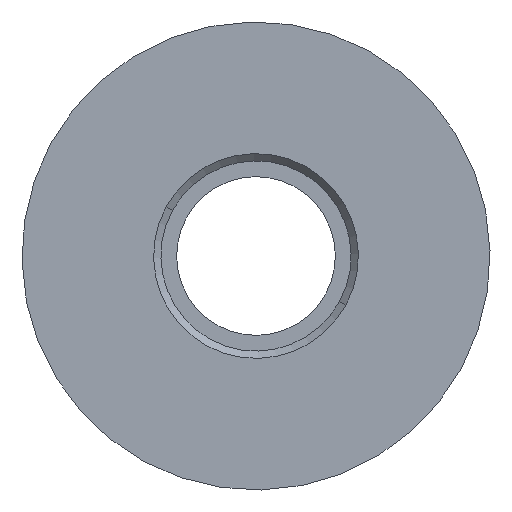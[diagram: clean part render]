
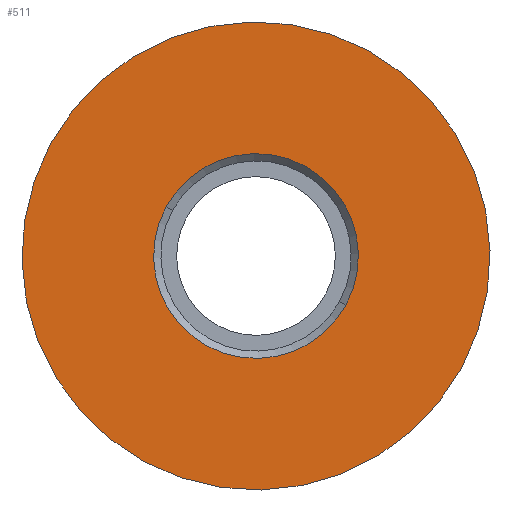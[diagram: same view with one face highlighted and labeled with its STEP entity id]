
A CAD part, left-side view. The second image highlights one B-rep face of the part: STEP entity #511.
In plain terms, the highlighted planar face has unit normal (-1, 0, 0).
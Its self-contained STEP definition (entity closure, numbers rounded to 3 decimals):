
#233=CARTESIAN_POINT('Vertex',(0.,28.083,15.342)) ;
#236=CARTESIAN_POINT('Axis2P3D Location',(0.,0.,0.)) ;
#240=CARTESIAN_POINT('Vertex',(0.,-28.083,-15.342)) ;
#262=CARTESIAN_POINT('Axis2P3D Location',(0.,0.,0.)) ;
#484=CARTESIAN_POINT('Axis2P3D Location',(0.,13.,0.)) ;
#493=CARTESIAN_POINT('Axis2P3D Location',(0.,0.,0.)) ;
#497=CARTESIAN_POINT('Vertex',(0.,-12.286,-6.712)) ;
#499=CARTESIAN_POINT('Vertex',(0.,12.286,6.712)) ;
#502=CARTESIAN_POINT('Axis2P3D Location',(0.,0.,0.)) ;
#237=DIRECTION('Axis2P3D Direction',(1.,0.,0.)) ;
#263=DIRECTION('Axis2P3D Direction',(1.,0.,0.)) ;
#485=DIRECTION('Axis2P3D Direction',(1.,0.,0.)) ;
#486=DIRECTION('Axis2P3D XDirection',(0.,1.,0.)) ;
#494=DIRECTION('Axis2P3D Direction',(1.,0.,0.)) ;
#503=DIRECTION('Axis2P3D Direction',(1.,0.,0.)) ;
#238=AXIS2_PLACEMENT_3D('Circle Axis2P3D',#236,#237,$) ;
#264=AXIS2_PLACEMENT_3D('Circle Axis2P3D',#262,#263,$) ;
#487=AXIS2_PLACEMENT_3D('Plane Axis2P3D',#484,#485,#486) ;
#495=AXIS2_PLACEMENT_3D('Circle Axis2P3D',#493,#494,$) ;
#504=AXIS2_PLACEMENT_3D('Circle Axis2P3D',#502,#503,$) ;
#490=ORIENTED_EDGE('',*,*,#242,.F.) ;
#491=ORIENTED_EDGE('',*,*,#266,.F.) ;
#508=ORIENTED_EDGE('',*,*,#501,.T.) ;
#509=ORIENTED_EDGE('',*,*,#506,.T.) ;
#510=FACE_BOUND('',#507,.T.) ;
#511=ADVANCED_FACE('Corps principal',(#492,#510),#488,.F.) ;
#239=CIRCLE('generated circle',#238,32.) ;
#265=CIRCLE('generated circle',#264,32.) ;
#496=CIRCLE('generated circle',#495,14.) ;
#505=CIRCLE('generated circle',#504,14.) ;
#242=EDGE_CURVE('',#234,#241,#239,.T.) ;
#266=EDGE_CURVE('',#241,#234,#265,.T.) ;
#501=EDGE_CURVE('',#498,#500,#496,.T.) ;
#506=EDGE_CURVE('',#500,#498,#505,.T.) ;
#489=EDGE_LOOP('',(#490,#491)) ;
#507=EDGE_LOOP('',(#508,#509)) ;
#492=FACE_OUTER_BOUND('',#489,.T.) ;
#488=PLANE('Plane',#487) ;
#234=VERTEX_POINT('',#233) ;
#241=VERTEX_POINT('',#240) ;
#498=VERTEX_POINT('',#497) ;
#500=VERTEX_POINT('',#499) ;
